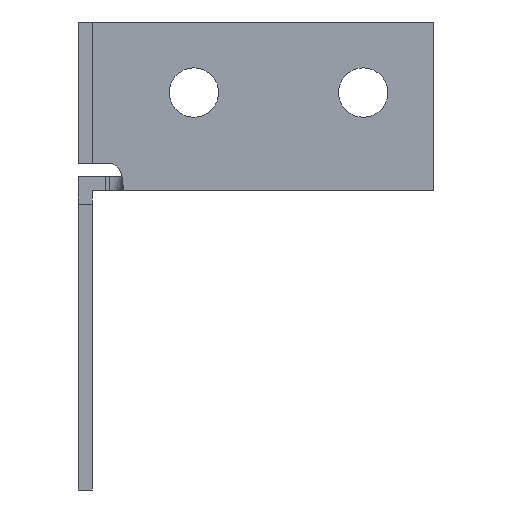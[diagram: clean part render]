
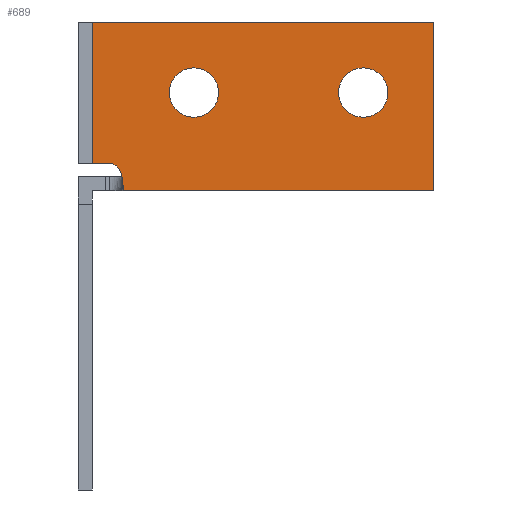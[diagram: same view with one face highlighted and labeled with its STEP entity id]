
A CAD part, front view. The second image highlights one B-rep face of the part: STEP entity #689.
In plain terms, the highlighted planar face has unit normal (0, -1, 0).
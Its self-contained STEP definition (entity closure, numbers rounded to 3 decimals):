
#31=FACE_BOUND('',#105,.T.);
#32=FACE_BOUND('',#106,.T.);
#47=CIRCLE('',#753,7.);
#48=CIRCLE('',#754,7.);
#63=FACE_OUTER_BOUND('',#104,.T.);
#104=EDGE_LOOP('',(#509,#510,#511,#512,#513,#514,#515,#516,#517));
#105=EDGE_LOOP('',(#518));
#106=EDGE_LOOP('',(#519));
#148=B_SPLINE_CURVE_WITH_KNOTS('',3,(#1648,#1649,#1650,#1651,#1652,#1653,
#1654,#1655,#1656,#1657,#1658,#1659),.UNSPECIFIED.,.F.,.F.,(4,2,2,2,2,4),
(0.989,1.647,2.193,2.531,2.776,
3.029),.UNSPECIFIED.);
#166=LINE('',#1016,#240);
#182=LINE('',#1684,#256);
#183=LINE('',#1686,#257);
#184=LINE('',#1688,#258);
#185=LINE('',#1690,#259);
#186=LINE('',#1692,#260);
#187=LINE('',#1694,#261);
#188=LINE('',#1695,#262);
#240=VECTOR('',#815,10.);
#256=VECTOR('',#847,10.);
#257=VECTOR('',#848,10.);
#258=VECTOR('',#849,10.);
#259=VECTOR('',#850,10.);
#260=VECTOR('',#851,10.);
#261=VECTOR('',#852,10.);
#262=VECTOR('',#853,10.);
#317=VERTEX_POINT('',#1013);
#318=VERTEX_POINT('',#1015);
#331=VERTEX_POINT('',#1647);
#340=VERTEX_POINT('',#1683);
#341=VERTEX_POINT('',#1685);
#342=VERTEX_POINT('',#1687);
#343=VERTEX_POINT('',#1689);
#344=VERTEX_POINT('',#1691);
#345=VERTEX_POINT('',#1693);
#346=VERTEX_POINT('',#1696);
#347=VERTEX_POINT('',#1698);
#382=EDGE_CURVE('',#317,#318,#166,.T.);
#398=EDGE_CURVE('',#318,#331,#148,.T.);
#408=EDGE_CURVE('',#340,#317,#182,.T.);
#409=EDGE_CURVE('',#341,#340,#183,.T.);
#410=EDGE_CURVE('',#342,#341,#184,.T.);
#411=EDGE_CURVE('',#343,#342,#185,.T.);
#412=EDGE_CURVE('',#343,#344,#186,.T.);
#413=EDGE_CURVE('',#345,#344,#187,.T.);
#414=EDGE_CURVE('',#345,#331,#188,.T.);
#415=EDGE_CURVE('',#346,#346,#47,.T.);
#416=EDGE_CURVE('',#347,#347,#48,.T.);
#509=ORIENTED_EDGE('',*,*,#398,.F.);
#510=ORIENTED_EDGE('',*,*,#382,.F.);
#511=ORIENTED_EDGE('',*,*,#408,.F.);
#512=ORIENTED_EDGE('',*,*,#409,.F.);
#513=ORIENTED_EDGE('',*,*,#410,.F.);
#514=ORIENTED_EDGE('',*,*,#411,.F.);
#515=ORIENTED_EDGE('',*,*,#412,.T.);
#516=ORIENTED_EDGE('',*,*,#413,.F.);
#517=ORIENTED_EDGE('',*,*,#414,.T.);
#518=ORIENTED_EDGE('',*,*,#415,.T.);
#519=ORIENTED_EDGE('',*,*,#416,.T.);
#663=PLANE('',#752);
#689=ADVANCED_FACE('',(#63,#31,#32),#663,.F.);
#752=AXIS2_PLACEMENT_3D('',#1682,#845,#846);
#753=AXIS2_PLACEMENT_3D('',#1697,#854,#855);
#754=AXIS2_PLACEMENT_3D('',#1699,#856,#857);
#815=DIRECTION('',(-1.,0.,0.));
#845=DIRECTION('center_axis',(0.,1.,0.));
#846=DIRECTION('ref_axis',(0.,0.,1.));
#847=DIRECTION('',(0.,0.,-1.));
#848=DIRECTION('',(0.,0.,-1.));
#849=DIRECTION('',(1.,0.,0.));
#850=DIRECTION('',(1.,0.,0.));
#851=DIRECTION('',(0.,0.,-1.));
#852=DIRECTION('',(-1.,0.,0.));
#853=DIRECTION('',(1.,0.,0.));
#854=DIRECTION('center_axis',(0.,1.,0.));
#855=DIRECTION('ref_axis',(1.,0.,0.));
#856=DIRECTION('center_axis',(0.,1.,0.));
#857=DIRECTION('ref_axis',(1.,0.,0.));
#1013=CARTESIAN_POINT('',(0.,0.,40.188));
#1015=CARTESIAN_POINT('',(-88.,0.,40.188));
#1016=CARTESIAN_POINT('',(-91.,0.,40.188));
#1647=CARTESIAN_POINT('',(-91.791,0.,48.));
#1648=CARTESIAN_POINT('Ctrl Pts',(-88.,0.,
40.188));
#1649=CARTESIAN_POINT('Ctrl Pts',(-88.,0.,
41.44));
#1650=CARTESIAN_POINT('Ctrl Pts',(-88.061,0.,
42.569));
#1651=CARTESIAN_POINT('Ctrl Pts',(-88.397,0.,
44.426));
#1652=CARTESIAN_POINT('Ctrl Pts',(-88.672,0.,
45.392));
#1653=CARTESIAN_POINT('Ctrl Pts',(-89.545,0.,
46.762));
#1654=CARTESIAN_POINT('Ctrl Pts',(-89.906,0.,
47.123));
#1655=CARTESIAN_POINT('Ctrl Pts',(-90.459,0.,
47.546));
#1656=CARTESIAN_POINT('Ctrl Pts',(-90.713,0.,
47.696));
#1657=CARTESIAN_POINT('Ctrl Pts',(-91.267,0.,
47.919));
#1658=CARTESIAN_POINT('Ctrl Pts',(-91.498,0.,
47.965));
#1659=CARTESIAN_POINT('Ctrl Pts',(-91.791,0.,
48.));
#1682=CARTESIAN_POINT('Origin',(-91.,0.,44.));
#1683=CARTESIAN_POINT('',(0.,0.,47.988));
#1684=CARTESIAN_POINT('',(0.,0.,38.619));
#1685=CARTESIAN_POINT('',(0.,0.,88.));
#1686=CARTESIAN_POINT('',(0.,0.,88.));
#1687=CARTESIAN_POINT('',(-93.012,0.,88.));
#1688=CARTESIAN_POINT('',(-92.006,0.,88.));
#1689=CARTESIAN_POINT('',(-96.812,0.,88.));
#1690=CARTESIAN_POINT('',(-92.006,0.,88.));
#1691=CARTESIAN_POINT('',(-96.812,0.,48.));
#1692=CARTESIAN_POINT('',(-96.812,0.,44.));
#1693=CARTESIAN_POINT('',(-93.012,0.,48.));
#1694=CARTESIAN_POINT('',(-92.006,0.,48.));
#1695=CARTESIAN_POINT('',(-91.5,0.,48.));
#1696=CARTESIAN_POINT('',(-27.,0.,68.));
#1697=CARTESIAN_POINT('Origin',(-20.,0.,68.));
#1698=CARTESIAN_POINT('',(-75.,0.,68.));
#1699=CARTESIAN_POINT('Origin',(-68.,0.,68.));
